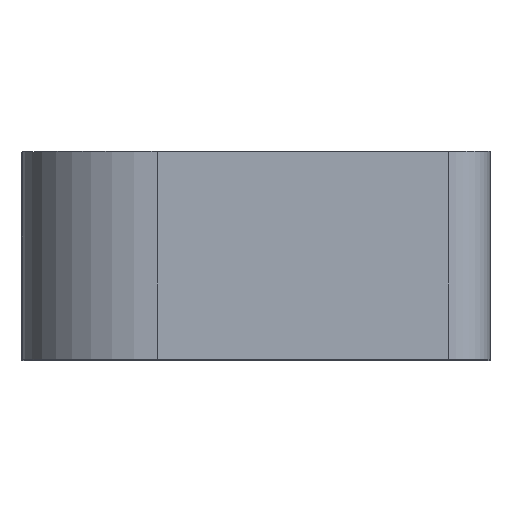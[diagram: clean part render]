
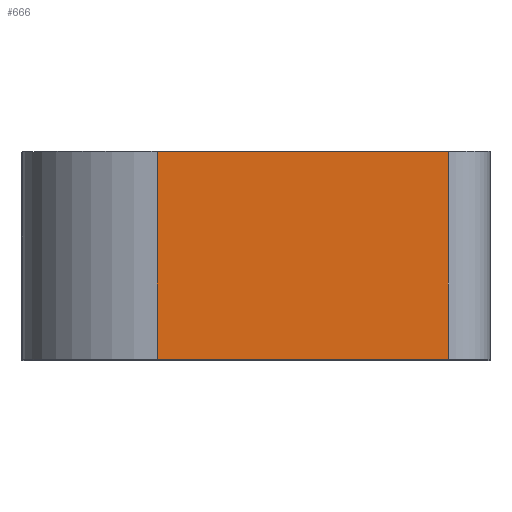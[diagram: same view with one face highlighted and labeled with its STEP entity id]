
A CAD part, top view. The second image highlights one B-rep face of the part: STEP entity #666.
In plain terms, the highlighted face is planar.
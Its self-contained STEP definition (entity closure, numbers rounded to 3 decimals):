
#89=ORIENTED_EDGE('',*,*,#283,.T.);
#90=ORIENTED_EDGE('',*,*,#284,.F.);
#91=ORIENTED_EDGE('',*,*,#285,.F.);
#92=ORIENTED_EDGE('',*,*,#286,.T.);
#283=EDGE_CURVE('',#379,#380,#443,.T.);
#284=EDGE_CURVE('',#381,#380,#444,.T.);
#285=EDGE_CURVE('',#382,#381,#445,.T.);
#286=EDGE_CURVE('',#382,#379,#446,.T.);
#379=VERTEX_POINT('',#1021);
#380=VERTEX_POINT('',#1022);
#381=VERTEX_POINT('',#1024);
#382=VERTEX_POINT('',#1026);
#443=LINE('',#1020,#511);
#444=LINE('',#1023,#512);
#445=LINE('',#1025,#513);
#446=LINE('',#1027,#514);
#511=VECTOR('',#813,1000.);
#512=VECTOR('',#814,1000.);
#513=VECTOR('',#815,1000.);
#514=VECTOR('',#816,1000.);
#570=EDGE_LOOP('',(#89,#90,#91,#92));
#608=FACE_BOUND('',#570,.T.);
#644=PLANE('',#720);
#666=ADVANCED_FACE('',(#608),#644,.T.);
#720=AXIS2_PLACEMENT_3D('',#1019,#811,#812);
#811=DIRECTION('',(0.,1.,0.));
#812=DIRECTION('',(1.,0.,0.));
#813=DIRECTION('',(1.,0.,0.));
#814=DIRECTION('',(0.,0.,1.));
#815=DIRECTION('',(1.,0.,0.));
#816=DIRECTION('',(0.,0.,1.));
#1019=CARTESIAN_POINT('',(-1.,7.,-4.1));
#1020=CARTESIAN_POINT('',(-1.,7.,-1.3));
#1021=CARTESIAN_POINT('',(-1.,7.,-1.3));
#1022=CARTESIAN_POINT('',(1.,7.,-1.3));
#1023=CARTESIAN_POINT('',(1.,7.,-4.1));
#1024=CARTESIAN_POINT('',(1.,7.,-4.1));
#1025=CARTESIAN_POINT('',(-1.,7.,-4.1));
#1026=CARTESIAN_POINT('',(-1.,7.,-4.1));
#1027=CARTESIAN_POINT('',(-1.,7.,-4.1));
